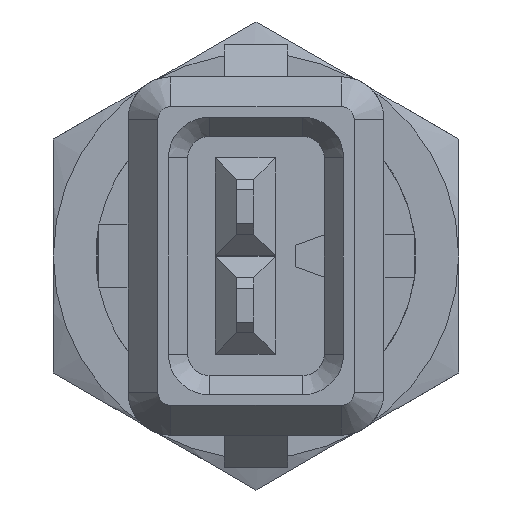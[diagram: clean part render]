
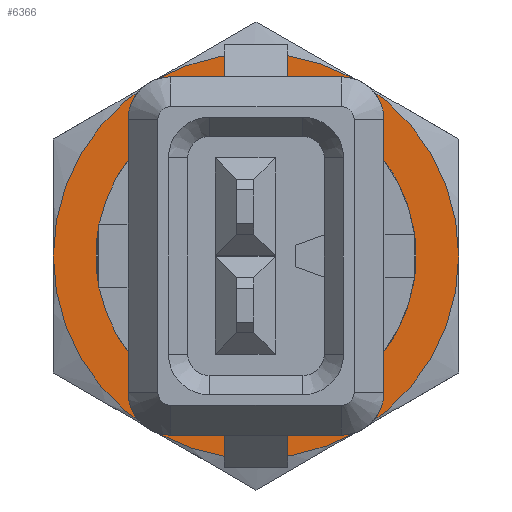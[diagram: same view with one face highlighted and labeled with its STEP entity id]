
A CAD part, left-side view. The second image highlights one B-rep face of the part: STEP entity #6366.
In plain terms, the highlighted planar face has unit normal (-1, 0, 0).
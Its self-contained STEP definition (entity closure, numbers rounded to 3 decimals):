
#2444=AXIS2_PLACEMENT_3D('Circle Axis2P3D',#2442,#2443,$) ;
#2742=AXIS2_PLACEMENT_3D('Circle Axis2P3D',#2740,#2741,$) ;
#6296=AXIS2_PLACEMENT_3D('Plane Axis2P3D',#6293,#6294,#6295) ;
#6300=AXIS2_PLACEMENT_3D('Circle Axis2P3D',#6298,#6299,$) ;
#6307=AXIS2_PLACEMENT_3D('Circle Axis2P3D',#6305,#6306,$) ;
#6314=AXIS2_PLACEMENT_3D('Circle Axis2P3D',#6312,#6313,$) ;
#6321=AXIS2_PLACEMENT_3D('Circle Axis2P3D',#6319,#6320,$) ;
#6328=AXIS2_PLACEMENT_3D('Circle Axis2P3D',#6326,#6327,$) ;
#6335=AXIS2_PLACEMENT_3D('Circle Axis2P3D',#6333,#6334,$) ;
#6350=AXIS2_PLACEMENT_3D('Circle Axis2P3D',#6348,#6349,$) ;
#6359=AXIS2_PLACEMENT_3D('Circle Axis2P3D',#6357,#6358,$) ;
#1417=CARTESIAN_POINT('Vertex',(-2.5,9.5,0.)) ;
#2442=CARTESIAN_POINT('Axis2P3D Location',(-2.5,0.,0.)) ;
#2446=CARTESIAN_POINT('Vertex',(-2.5,4.75,8.227)) ;
#2602=CARTESIAN_POINT('Vertex',(-2.5,4.75,-8.227)) ;
#2740=CARTESIAN_POINT('Axis2P3D Location',(-2.5,0.,0.)) ;
#6293=CARTESIAN_POINT('Axis2P3D Location',(-2.5,0.,0.)) ;
#6298=CARTESIAN_POINT('Axis2P3D Location',(-2.5,0.,0.)) ;
#6302=CARTESIAN_POINT('Vertex',(-2.5,4.555,-8.337)) ;
#6305=CARTESIAN_POINT('Axis2P3D Location',(-2.5,0.,0.)) ;
#6309=CARTESIAN_POINT('Vertex',(-2.5,-4.75,-8.227)) ;
#6312=CARTESIAN_POINT('Axis2P3D Location',(-2.5,0.,0.)) ;
#6316=CARTESIAN_POINT('Vertex',(-2.5,-9.5,0.)) ;
#6319=CARTESIAN_POINT('Axis2P3D Location',(-2.5,0.,0.)) ;
#6323=CARTESIAN_POINT('Vertex',(-2.5,-4.75,8.227)) ;
#6326=CARTESIAN_POINT('Axis2P3D Location',(-2.5,0.,0.)) ;
#6330=CARTESIAN_POINT('Vertex',(-2.5,-4.555,8.337)) ;
#6333=CARTESIAN_POINT('Axis2P3D Location',(-2.5,0.,0.)) ;
#6348=CARTESIAN_POINT('Axis2P3D Location',(-2.5,0.,0.)) ;
#6352=CARTESIAN_POINT('Vertex',(-2.5,7.5,0.)) ;
#6354=CARTESIAN_POINT('Vertex',(-2.5,-7.5,0.)) ;
#6357=CARTESIAN_POINT('Axis2P3D Location',(-2.5,0.,0.)) ;
#2443=DIRECTION('Axis2P3D Direction',(1.,0.,0.)) ;
#2741=DIRECTION('Axis2P3D Direction',(1.,0.,0.)) ;
#6294=DIRECTION('Axis2P3D Direction',(1.,0.,0.)) ;
#6295=DIRECTION('Axis2P3D XDirection',(0.,1.,0.)) ;
#6299=DIRECTION('Axis2P3D Direction',(1.,0.,0.)) ;
#6306=DIRECTION('Axis2P3D Direction',(1.,0.,0.)) ;
#6313=DIRECTION('Axis2P3D Direction',(1.,0.,0.)) ;
#6320=DIRECTION('Axis2P3D Direction',(1.,0.,0.)) ;
#6327=DIRECTION('Axis2P3D Direction',(1.,0.,0.)) ;
#6334=DIRECTION('Axis2P3D Direction',(1.,0.,0.)) ;
#6349=DIRECTION('Axis2P3D Direction',(1.,0.,0.)) ;
#6358=DIRECTION('Axis2P3D Direction',(1.,0.,0.)) ;
#6339=ORIENTED_EDGE('',*,*,#2448,.F.) ;
#6340=ORIENTED_EDGE('',*,*,#2744,.F.) ;
#6341=ORIENTED_EDGE('',*,*,#6304,.F.) ;
#6342=ORIENTED_EDGE('',*,*,#6311,.F.) ;
#6343=ORIENTED_EDGE('',*,*,#6318,.F.) ;
#6344=ORIENTED_EDGE('',*,*,#6325,.F.) ;
#6345=ORIENTED_EDGE('',*,*,#6332,.F.) ;
#6346=ORIENTED_EDGE('',*,*,#6337,.F.) ;
#6363=ORIENTED_EDGE('',*,*,#6356,.F.) ;
#6364=ORIENTED_EDGE('',*,*,#6361,.F.) ;
#6365=FACE_BOUND('',#6362,.T.) ;
#6366=ADVANCED_FACE('PartBody',(#6347,#6365),#6297,.F.) ;
#2445=CIRCLE('generated circle',#2444,9.5) ;
#2743=CIRCLE('generated circle',#2742,9.5) ;
#6301=CIRCLE('generated circle',#6300,9.5) ;
#6308=CIRCLE('generated circle',#6307,9.5) ;
#6315=CIRCLE('generated circle',#6314,9.5) ;
#6322=CIRCLE('generated circle',#6321,9.5) ;
#6329=CIRCLE('generated circle',#6328,9.5) ;
#6336=CIRCLE('generated circle',#6335,9.5) ;
#6351=CIRCLE('generated circle',#6350,7.5) ;
#6360=CIRCLE('generated circle',#6359,7.5) ;
#2448=EDGE_CURVE('',#1418,#2447,#2445,.T.) ;
#2744=EDGE_CURVE('',#2603,#1418,#2743,.T.) ;
#6304=EDGE_CURVE('',#6303,#2603,#6301,.T.) ;
#6311=EDGE_CURVE('',#6310,#6303,#6308,.T.) ;
#6318=EDGE_CURVE('',#6317,#6310,#6315,.T.) ;
#6325=EDGE_CURVE('',#6324,#6317,#6322,.T.) ;
#6332=EDGE_CURVE('',#6331,#6324,#6329,.T.) ;
#6337=EDGE_CURVE('',#2447,#6331,#6336,.T.) ;
#6356=EDGE_CURVE('',#6353,#6355,#6351,.F.) ;
#6361=EDGE_CURVE('',#6355,#6353,#6360,.F.) ;
#6338=EDGE_LOOP('',(#6339,#6340,#6341,#6342,#6343,#6344,#6345,#6346)) ;
#6362=EDGE_LOOP('',(#6363,#6364)) ;
#6347=FACE_OUTER_BOUND('',#6338,.T.) ;
#6297=PLANE('Plane',#6296) ;
#1418=VERTEX_POINT('',#1417) ;
#2447=VERTEX_POINT('',#2446) ;
#2603=VERTEX_POINT('',#2602) ;
#6303=VERTEX_POINT('',#6302) ;
#6310=VERTEX_POINT('',#6309) ;
#6317=VERTEX_POINT('',#6316) ;
#6324=VERTEX_POINT('',#6323) ;
#6331=VERTEX_POINT('',#6330) ;
#6353=VERTEX_POINT('',#6352) ;
#6355=VERTEX_POINT('',#6354) ;
